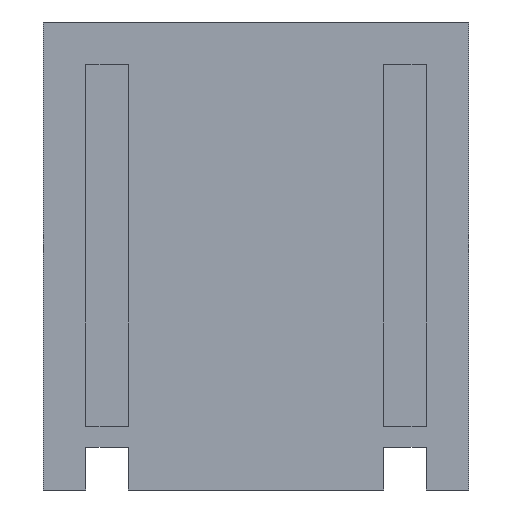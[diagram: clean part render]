
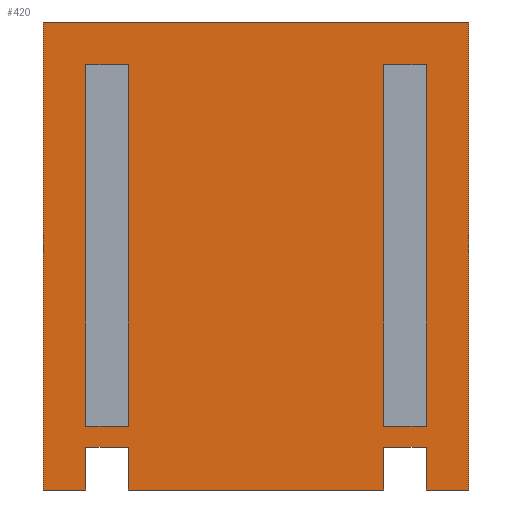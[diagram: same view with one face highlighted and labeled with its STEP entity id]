
A CAD part, left-side view. The second image highlights one B-rep face of the part: STEP entity #420.
In plain terms, the highlighted planar face has unit normal (-1, 0, 0).
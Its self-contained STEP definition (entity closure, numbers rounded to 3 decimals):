
#18=DIRECTION('',(0.,0.,1.));
#19=VECTOR('',#18,550.);
#20=CARTESIAN_POINT('',(600.,-250.,-200.));
#21=LINE('',#20,#19);
#22=DIRECTION('',(0.,1.,0.));
#23=VECTOR('',#22,500.);
#24=CARTESIAN_POINT('',(600.,-250.,350.));
#25=LINE('',#24,#23);
#26=DIRECTION('',(0.,0.,1.));
#27=VECTOR('',#26,50.);
#28=CARTESIAN_POINT('',(600.,150.,-200.));
#29=LINE('',#28,#27);
#30=DIRECTION('',(0.,1.,0.));
#31=VECTOR('',#30,50.);
#32=CARTESIAN_POINT('',(600.,150.,-150.));
#33=LINE('',#32,#31);
#34=DIRECTION('',(0.,0.,1.));
#35=VECTOR('',#34,50.);
#36=CARTESIAN_POINT('',(600.,200.,-200.));
#37=LINE('',#36,#35);
#38=DIRECTION('',(0.,1.,0.));
#39=VECTOR('',#38,50.);
#40=CARTESIAN_POINT('',(600.,200.,-200.));
#41=LINE('',#40,#39);
#42=DIRECTION('',(0.,1.,0.));
#43=VECTOR('',#42,50.);
#44=CARTESIAN_POINT('',(600.,-250.,-200.));
#45=LINE('',#44,#43);
#46=DIRECTION('',(0.,0.,1.));
#47=VECTOR('',#46,50.);
#48=CARTESIAN_POINT('',(600.,-200.,-200.));
#49=LINE('',#48,#47);
#50=DIRECTION('',(0.,-1.,0.));
#51=VECTOR('',#50,50.);
#52=CARTESIAN_POINT('',(600.,-150.,-150.));
#53=LINE('',#52,#51);
#54=DIRECTION('',(0.,0.,1.));
#55=VECTOR('',#54,50.);
#56=CARTESIAN_POINT('',(600.,-150.,-200.));
#57=LINE('',#56,#55);
#58=DIRECTION('',(0.,1.,0.));
#59=VECTOR('',#58,300.);
#60=CARTESIAN_POINT('',(600.,-150.,-200.));
#61=LINE('',#60,#59);
#62=DIRECTION('',(0.,1.,0.));
#63=VECTOR('',#62,50.);
#64=CARTESIAN_POINT('',(600.,150.,-125.));
#65=LINE('',#64,#63);
#66=DIRECTION('',(0.,0.,1.));
#67=VECTOR('',#66,425.);
#68=CARTESIAN_POINT('',(600.,150.,-125.));
#69=LINE('',#68,#67);
#70=DIRECTION('',(0.,1.,0.));
#71=VECTOR('',#70,50.);
#72=CARTESIAN_POINT('',(600.,150.,300.));
#73=LINE('',#72,#71);
#74=DIRECTION('',(0.,0.,1.));
#75=VECTOR('',#74,425.);
#76=CARTESIAN_POINT('',(600.,200.,-125.));
#77=LINE('',#76,#75);
#78=DIRECTION('',(0.,-1.,0.));
#79=VECTOR('',#78,50.);
#80=CARTESIAN_POINT('',(600.,-150.,-125.));
#81=LINE('',#80,#79);
#82=DIRECTION('',(0.,0.,1.));
#83=VECTOR('',#82,425.);
#84=CARTESIAN_POINT('',(600.,-200.,-125.));
#85=LINE('',#84,#83);
#86=DIRECTION('',(0.,-1.,0.));
#87=VECTOR('',#86,50.);
#88=CARTESIAN_POINT('',(600.,-150.,300.));
#89=LINE('',#88,#87);
#90=DIRECTION('',(0.,0.,1.));
#91=VECTOR('',#90,425.);
#92=CARTESIAN_POINT('',(600.,-150.,-125.));
#93=LINE('',#92,#91);
#170=DIRECTION('',(0.,0.,1.));
#171=VECTOR('',#170,550.);
#172=CARTESIAN_POINT('',(600.,250.,-200.));
#173=LINE('',#172,#171);
#254=CARTESIAN_POINT('',(600.,-250.,350.));
#256=VERTEX_POINT('',#254);
#262=CARTESIAN_POINT('',(600.,-250.,-200.));
#263=VERTEX_POINT('',#262);
#264=CARTESIAN_POINT('',(600.,250.,350.));
#266=VERTEX_POINT('',#264);
#272=CARTESIAN_POINT('',(600.,250.,-200.));
#273=VERTEX_POINT('',#272);
#282=CARTESIAN_POINT('',(600.,-150.,-200.));
#283=VERTEX_POINT('',#282);
#284=CARTESIAN_POINT('',(600.,-200.,-200.));
#285=VERTEX_POINT('',#284);
#286=CARTESIAN_POINT('',(600.,-150.,-150.));
#287=VERTEX_POINT('',#286);
#288=CARTESIAN_POINT('',(600.,-200.,-150.));
#289=VERTEX_POINT('',#288);
#290=CARTESIAN_POINT('',(600.,150.,-150.));
#292=VERTEX_POINT('',#290);
#294=CARTESIAN_POINT('',(600.,200.,-150.));
#296=VERTEX_POINT('',#294);
#302=CARTESIAN_POINT('',(600.,150.,-200.));
#303=VERTEX_POINT('',#302);
#304=CARTESIAN_POINT('',(600.,200.,-200.));
#305=VERTEX_POINT('',#304);
#314=CARTESIAN_POINT('',(600.,150.,-125.));
#315=CARTESIAN_POINT('',(600.,200.,-125.));
#316=VERTEX_POINT('',#314);
#317=VERTEX_POINT('',#315);
#318=CARTESIAN_POINT('',(600.,200.,300.));
#319=VERTEX_POINT('',#318);
#320=CARTESIAN_POINT('',(600.,150.,300.));
#321=VERTEX_POINT('',#320);
#330=CARTESIAN_POINT('',(600.,-200.,-125.));
#331=VERTEX_POINT('',#330);
#332=CARTESIAN_POINT('',(600.,-150.,-125.));
#333=VERTEX_POINT('',#332);
#334=CARTESIAN_POINT('',(600.,-200.,300.));
#335=VERTEX_POINT('',#334);
#336=CARTESIAN_POINT('',(600.,-150.,300.));
#337=VERTEX_POINT('',#336);
#371=CARTESIAN_POINT('',(600.,-250.,-200.));
#372=DIRECTION('',(-1.,0.,0.));
#373=DIRECTION('',(0.,0.,1.));
#374=AXIS2_PLACEMENT_3D('',#371,#372,#373);
#375=PLANE('',#374);
#377=ORIENTED_EDGE('',*,*,#376,.T.);
#379=ORIENTED_EDGE('',*,*,#378,.T.);
#381=ORIENTED_EDGE('',*,*,#380,.F.);
#383=ORIENTED_EDGE('',*,*,#382,.T.);
#385=ORIENTED_EDGE('',*,*,#384,.T.);
#386=ORIENTED_EDGE('',*,*,#362,.F.);
#387=ORIENTED_EDGE('',*,*,#351,.F.);
#389=ORIENTED_EDGE('',*,*,#388,.T.);
#391=ORIENTED_EDGE('',*,*,#390,.T.);
#393=ORIENTED_EDGE('',*,*,#392,.F.);
#395=ORIENTED_EDGE('',*,*,#394,.F.);
#397=ORIENTED_EDGE('',*,*,#396,.T.);
#398=EDGE_LOOP('',(#377,#379,#381,#383,#385,#386,#387,#389,#391,#393,#395,
#397));
#399=FACE_OUTER_BOUND('',#398,.F.);
#401=ORIENTED_EDGE('',*,*,#400,.F.);
#403=ORIENTED_EDGE('',*,*,#402,.T.);
#405=ORIENTED_EDGE('',*,*,#404,.T.);
#407=ORIENTED_EDGE('',*,*,#406,.F.);
#408=EDGE_LOOP('',(#401,#403,#405,#407));
#409=FACE_BOUND('',#408,.F.);
#411=ORIENTED_EDGE('',*,*,#410,.T.);
#413=ORIENTED_EDGE('',*,*,#412,.T.);
#415=ORIENTED_EDGE('',*,*,#414,.F.);
#417=ORIENTED_EDGE('',*,*,#416,.F.);
#418=EDGE_LOOP('',(#411,#413,#415,#417));
#419=FACE_BOUND('',#418,.F.);
#420=ADVANCED_FACE('',(#399,#409,#419),#375,.T.);
#351=EDGE_CURVE('',#263,#256,#21,.T.);
#362=EDGE_CURVE('',#256,#266,#25,.T.);
#376=EDGE_CURVE('',#303,#292,#29,.T.);
#378=EDGE_CURVE('',#292,#296,#33,.T.);
#380=EDGE_CURVE('',#305,#296,#37,.T.);
#382=EDGE_CURVE('',#305,#273,#41,.T.);
#384=EDGE_CURVE('',#273,#266,#173,.T.);
#388=EDGE_CURVE('',#263,#285,#45,.T.);
#390=EDGE_CURVE('',#285,#289,#49,.T.);
#392=EDGE_CURVE('',#287,#289,#53,.T.);
#394=EDGE_CURVE('',#283,#287,#57,.T.);
#396=EDGE_CURVE('',#283,#303,#61,.T.);
#400=EDGE_CURVE('',#316,#317,#65,.T.);
#402=EDGE_CURVE('',#316,#321,#69,.T.);
#404=EDGE_CURVE('',#321,#319,#73,.T.);
#406=EDGE_CURVE('',#317,#319,#77,.T.);
#410=EDGE_CURVE('',#333,#331,#81,.T.);
#412=EDGE_CURVE('',#331,#335,#85,.T.);
#414=EDGE_CURVE('',#337,#335,#89,.T.);
#416=EDGE_CURVE('',#333,#337,#93,.T.);
